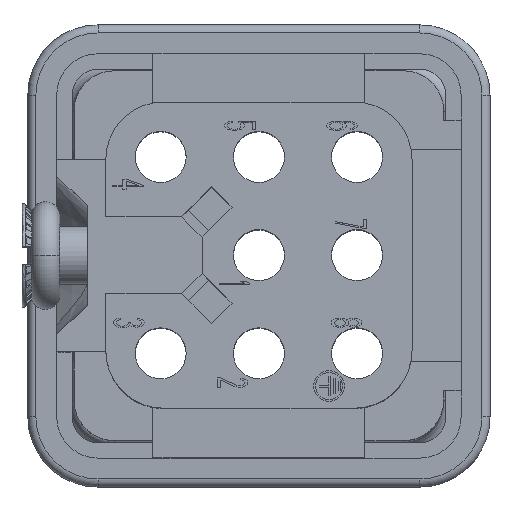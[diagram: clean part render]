
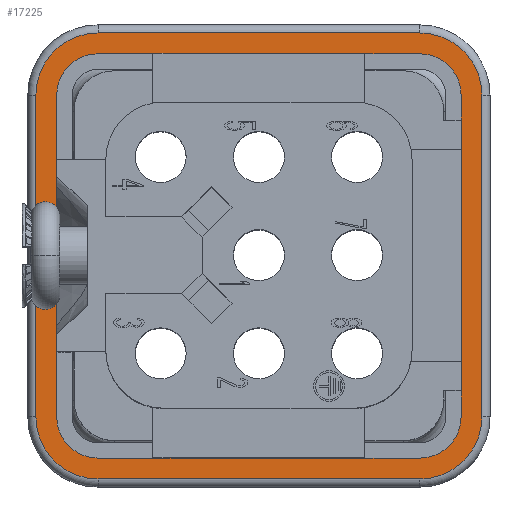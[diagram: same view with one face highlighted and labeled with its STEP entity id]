
A CAD part, top view. The second image highlights one B-rep face of the part: STEP entity #17225.
In plain terms, the highlighted planar face has unit normal (0, 0, 1).
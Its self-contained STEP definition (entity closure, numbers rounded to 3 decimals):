
#1487=DIRECTION('',(1.,0.,0.));
#1488=VECTOR('',#1487,2.9);
#1489=CARTESIAN_POINT('',(5.45,10.5,6.45));
#1490=LINE('',#1489,#1488);
#1491=DIRECTION('',(1.,0.,0.));
#1492=VECTOR('',#1491,2.9);
#1493=CARTESIAN_POINT('',(-8.35,10.5,6.45));
#1494=LINE('',#1493,#1492);
#1538=DIRECTION('',(-1.,0.,0.));
#1539=VECTOR('',#1538,10.9);
#1540=CARTESIAN_POINT('',(5.45,10.5,6.45));
#1541=LINE('',#1540,#1539);
#1546=DIRECTION('',(0.,-1.,0.));
#1547=VECTOR('',#1546,16.7);
#1548=CARTESIAN_POINT('',(-11.58,8.35,6.45));
#1549=LINE('',#1548,#1547);
#1550=CARTESIAN_POINT('',(-8.35,8.35,6.45));
#1551=DIRECTION('',(0.,0.,1.));
#1552=DIRECTION('',(0.,1.,0.));
#1553=AXIS2_PLACEMENT_3D('',#1550,#1551,#1552);
#1555=DIRECTION('',(-1.,0.,0.));
#1556=VECTOR('',#1555,16.7);
#1557=CARTESIAN_POINT('',(8.35,11.58,6.45));
#1558=LINE('',#1557,#1556);
#1559=CARTESIAN_POINT('',(8.35,8.35,6.45));
#1560=DIRECTION('',(0.,0.,1.));
#1561=DIRECTION('',(1.,0.,0.));
#1562=AXIS2_PLACEMENT_3D('',#1559,#1560,#1561);
#1564=DIRECTION('',(0.,1.,0.));
#1565=VECTOR('',#1564,16.7);
#1566=CARTESIAN_POINT('',(11.58,-8.35,6.45));
#1567=LINE('',#1566,#1565);
#1568=CARTESIAN_POINT('',(8.35,-8.35,6.45));
#1569=DIRECTION('',(0.,0.,1.));
#1570=DIRECTION('',(0.,-1.,0.));
#1571=AXIS2_PLACEMENT_3D('',#1568,#1569,#1570);
#1573=DIRECTION('',(1.,0.,0.));
#1574=VECTOR('',#1573,16.7);
#1575=CARTESIAN_POINT('',(-8.35,-11.58,6.45));
#1576=LINE('',#1575,#1574);
#1577=CARTESIAN_POINT('',(-8.35,-8.35,6.45));
#1578=DIRECTION('',(0.,0.,1.));
#1579=DIRECTION('',(-1.,0.,0.));
#1580=AXIS2_PLACEMENT_3D('',#1577,#1578,#1579);
#2286=DIRECTION('',(0.,-1.,0.));
#2287=VECTOR('',#2286,5.2);
#2288=CARTESIAN_POINT('',(-10.5,5.,6.45));
#2289=LINE('',#2288,#2287);
#2298=DIRECTION('',(0.,-1.,0.));
#2299=VECTOR('',#2298,2.5);
#2300=CARTESIAN_POINT('',(-10.5,-2.5,6.45));
#2301=LINE('',#2300,#2299);
#6591=DIRECTION('',(0.,1.,0.));
#6592=VECTOR('',#6591,3.35);
#6593=CARTESIAN_POINT('',(-10.5,5.,6.45));
#6594=LINE('',#6593,#6592);
#6599=DIRECTION('',(0.,1.,0.));
#6600=VECTOR('',#6599,3.35);
#6601=CARTESIAN_POINT('',(-10.5,-8.35,6.45));
#6602=LINE('',#6601,#6600);
#6603=DIRECTION('',(0.,1.,0.));
#6604=VECTOR('',#6603,2.3);
#6605=CARTESIAN_POINT('',(-10.5,-2.5,6.45));
#6606=LINE('',#6605,#6604);
#6611=CARTESIAN_POINT('',(-8.35,8.35,6.45));
#6612=DIRECTION('',(0.,0.,-1.));
#6613=DIRECTION('',(-1.,0.,0.));
#6614=AXIS2_PLACEMENT_3D('',#6611,#6612,#6613);
#6624=CARTESIAN_POINT('',(-8.35,-8.35,6.45));
#6625=DIRECTION('',(0.,0.,-1.));
#6626=DIRECTION('',(0.,-1.,0.));
#6627=AXIS2_PLACEMENT_3D('',#6624,#6625,#6626);
#6629=DIRECTION('',(-1.,0.,0.));
#6630=VECTOR('',#6629,2.9);
#6631=CARTESIAN_POINT('',(-5.45,-10.5,6.45));
#6632=LINE('',#6631,#6630);
#6637=DIRECTION('',(-1.,0.,0.));
#6638=VECTOR('',#6637,2.9);
#6639=CARTESIAN_POINT('',(8.35,-10.5,6.45));
#6640=LINE('',#6639,#6638);
#6718=DIRECTION('',(1.,0.,0.));
#6719=VECTOR('',#6718,10.9);
#6720=CARTESIAN_POINT('',(-5.45,-10.5,6.45));
#6721=LINE('',#6720,#6719);
#6809=DIRECTION('',(0.,-1.,0.));
#6810=VECTOR('',#6809,1.35);
#6811=CARTESIAN_POINT('',(10.5,-7.,6.45));
#6812=LINE('',#6811,#6810);
#6817=DIRECTION('',(0.,-1.,0.));
#6818=VECTOR('',#6817,1.35);
#6819=CARTESIAN_POINT('',(10.5,8.35,6.45));
#6820=LINE('',#6819,#6818);
#6821=DIRECTION('',(0.,-1.,0.));
#6822=VECTOR('',#6821,10.);
#6823=CARTESIAN_POINT('',(10.5,5.,6.45));
#6824=LINE('',#6823,#6822);
#6829=CARTESIAN_POINT('',(8.35,-8.35,6.45));
#6830=DIRECTION('',(0.,0.,-1.));
#6831=DIRECTION('',(1.,0.,0.));
#6832=AXIS2_PLACEMENT_3D('',#6829,#6830,#6831);
#6838=CARTESIAN_POINT('',(8.35,8.35,6.45));
#6839=DIRECTION('',(0.,0.,-1.));
#6840=DIRECTION('',(0.,1.,0.));
#6841=AXIS2_PLACEMENT_3D('',#6838,#6839,#6840);
#7211=DIRECTION('',(0.,1.,0.));
#7212=VECTOR('',#7211,2.);
#7213=CARTESIAN_POINT('',(10.5,-7.,6.45));
#7214=LINE('',#7213,#7212);
#7219=DIRECTION('',(0.,1.,0.));
#7220=VECTOR('',#7219,2.);
#7221=CARTESIAN_POINT('',(10.5,5.,6.45));
#7222=LINE('',#7221,#7220);
#15602=CARTESIAN_POINT('',(-8.35,10.5,6.45));
#15604=VERTEX_POINT('',#15602);
#15606=CARTESIAN_POINT('',(8.35,10.5,6.45));
#15608=VERTEX_POINT('',#15606);
#15610=CARTESIAN_POINT('',(10.5,8.35,6.45));
#15612=VERTEX_POINT('',#15610);
#15618=CARTESIAN_POINT('',(10.5,-8.35,6.45));
#15620=VERTEX_POINT('',#15618);
#15622=CARTESIAN_POINT('',(8.35,-10.5,6.45));
#15624=VERTEX_POINT('',#15622);
#15630=CARTESIAN_POINT('',(-8.35,-10.5,6.45));
#15632=VERTEX_POINT('',#15630);
#15634=CARTESIAN_POINT('',(-10.5,-8.35,6.45));
#15636=VERTEX_POINT('',#15634);
#15642=CARTESIAN_POINT('',(-10.5,8.35,6.45));
#15644=VERTEX_POINT('',#15642);
#15650=CARTESIAN_POINT('',(-11.58,8.35,6.45));
#15651=CARTESIAN_POINT('',(-11.58,-8.35,6.45));
#15652=VERTEX_POINT('',#15650);
#15653=VERTEX_POINT('',#15651);
#15658=CARTESIAN_POINT('',(-8.35,-11.58,6.45));
#15659=VERTEX_POINT('',#15658);
#15662=CARTESIAN_POINT('',(8.35,-11.58,6.45));
#15663=VERTEX_POINT('',#15662);
#15666=CARTESIAN_POINT('',(11.58,-8.35,6.45));
#15667=VERTEX_POINT('',#15666);
#15670=CARTESIAN_POINT('',(11.58,8.35,6.45));
#15671=VERTEX_POINT('',#15670);
#15674=CARTESIAN_POINT('',(8.35,11.58,6.45));
#15675=VERTEX_POINT('',#15674);
#15678=CARTESIAN_POINT('',(-8.35,11.58,6.45));
#15679=VERTEX_POINT('',#15678);
#15730=CARTESIAN_POINT('',(5.45,10.5,6.45));
#15731=CARTESIAN_POINT('',(-5.45,10.5,6.45));
#15732=VERTEX_POINT('',#15730);
#15733=VERTEX_POINT('',#15731);
#15752=CARTESIAN_POINT('',(-10.5,5.,6.45));
#15753=CARTESIAN_POINT('',(-10.5,-0.2,6.45));
#15754=VERTEX_POINT('',#15752);
#15755=VERTEX_POINT('',#15753);
#15756=CARTESIAN_POINT('',(-10.5,-2.5,6.45));
#15757=CARTESIAN_POINT('',(-10.5,-5.,6.45));
#15758=VERTEX_POINT('',#15756);
#15759=VERTEX_POINT('',#15757);
#15800=CARTESIAN_POINT('',(-5.45,-10.5,6.45));
#15802=VERTEX_POINT('',#15800);
#15810=CARTESIAN_POINT('',(5.45,-10.5,6.45));
#15811=VERTEX_POINT('',#15810);
#15826=CARTESIAN_POINT('',(10.5,-7.,6.45));
#15828=VERTEX_POINT('',#15826);
#15840=CARTESIAN_POINT('',(10.5,-5.,6.45));
#15841=VERTEX_POINT('',#15840);
#15842=CARTESIAN_POINT('',(10.5,5.,6.45));
#15843=CARTESIAN_POINT('',(10.5,7.,6.45));
#15844=VERTEX_POINT('',#15842);
#15845=VERTEX_POINT('',#15843);
#17163=CARTESIAN_POINT('',(-8.35,12.,6.45));
#17164=DIRECTION('',(0.,0.,1.));
#17165=DIRECTION('',(0.,-1.,0.));
#17166=AXIS2_PLACEMENT_3D('',#17163,#17164,#17165);
#17167=PLANE('',#17166);
#17169=ORIENTED_EDGE('',*,*,#17168,.F.);
#17171=ORIENTED_EDGE('',*,*,#17170,.F.);
#17173=ORIENTED_EDGE('',*,*,#17172,.F.);
#17175=ORIENTED_EDGE('',*,*,#17174,.F.);
#17177=ORIENTED_EDGE('',*,*,#17176,.F.);
#17179=ORIENTED_EDGE('',*,*,#17178,.F.);
#17181=ORIENTED_EDGE('',*,*,#17180,.F.);
#17183=ORIENTED_EDGE('',*,*,#17182,.F.);
#17184=EDGE_LOOP('',(#17169,#17171,#17173,#17175,#17177,#17179,#17181,#17183));
#17185=FACE_OUTER_BOUND('',#17184,.F.);
#17186=ORIENTED_EDGE('',*,*,#17083,.F.);
#17188=ORIENTED_EDGE('',*,*,#17187,.F.);
#17190=ORIENTED_EDGE('',*,*,#17189,.F.);
#17192=ORIENTED_EDGE('',*,*,#17191,.T.);
#17194=ORIENTED_EDGE('',*,*,#17193,.F.);
#17196=ORIENTED_EDGE('',*,*,#17195,.T.);
#17198=ORIENTED_EDGE('',*,*,#17197,.F.);
#17200=ORIENTED_EDGE('',*,*,#17199,.F.);
#17202=ORIENTED_EDGE('',*,*,#17201,.F.);
#17204=ORIENTED_EDGE('',*,*,#17203,.T.);
#17206=ORIENTED_EDGE('',*,*,#17205,.F.);
#17208=ORIENTED_EDGE('',*,*,#17207,.F.);
#17210=ORIENTED_EDGE('',*,*,#17209,.F.);
#17212=ORIENTED_EDGE('',*,*,#17211,.T.);
#17214=ORIENTED_EDGE('',*,*,#17213,.F.);
#17216=ORIENTED_EDGE('',*,*,#17215,.T.);
#17218=ORIENTED_EDGE('',*,*,#17217,.F.);
#17220=ORIENTED_EDGE('',*,*,#17219,.F.);
#17221=ORIENTED_EDGE('',*,*,#17076,.F.);
#17222=ORIENTED_EDGE('',*,*,#17153,.T.);
#17223=EDGE_LOOP('',(#17186,#17188,#17190,#17192,#17194,#17196,#17198,#17200,
#17202,#17204,#17206,#17208,#17210,#17212,#17214,#17216,#17218,#17220,#17221,
#17222));
#17224=FACE_BOUND('',#17223,.F.);
#17225=ADVANCED_FACE('',(#17185,#17224),#17167,.T.);
#1554=CIRCLE('',#1553,3.23);
#1563=CIRCLE('',#1562,3.23);
#1572=CIRCLE('',#1571,3.23);
#1581=CIRCLE('',#1580,3.23);
#6615=CIRCLE('',#6614,2.15);
#6628=CIRCLE('',#6627,2.15);
#6833=CIRCLE('',#6832,2.15);
#6842=CIRCLE('',#6841,2.15);
#17076=EDGE_CURVE('',#15732,#15608,#1490,.T.);
#17083=EDGE_CURVE('',#15604,#15733,#1494,.T.);
#17153=EDGE_CURVE('',#15732,#15733,#1541,.T.);
#17168=EDGE_CURVE('',#15652,#15653,#1549,.T.);
#17170=EDGE_CURVE('',#15679,#15652,#1554,.T.);
#17172=EDGE_CURVE('',#15675,#15679,#1558,.T.);
#17174=EDGE_CURVE('',#15671,#15675,#1563,.T.);
#17176=EDGE_CURVE('',#15667,#15671,#1567,.T.);
#17178=EDGE_CURVE('',#15663,#15667,#1572,.T.);
#17180=EDGE_CURVE('',#15659,#15663,#1576,.T.);
#17182=EDGE_CURVE('',#15653,#15659,#1581,.T.);
#17187=EDGE_CURVE('',#15644,#15604,#6615,.T.);
#17189=EDGE_CURVE('',#15754,#15644,#6594,.T.);
#17191=EDGE_CURVE('',#15754,#15755,#2289,.T.);
#17193=EDGE_CURVE('',#15758,#15755,#6606,.T.);
#17195=EDGE_CURVE('',#15758,#15759,#2301,.T.);
#17197=EDGE_CURVE('',#15636,#15759,#6602,.T.);
#17199=EDGE_CURVE('',#15632,#15636,#6628,.T.);
#17201=EDGE_CURVE('',#15802,#15632,#6632,.T.);
#17203=EDGE_CURVE('',#15802,#15811,#6721,.T.);
#17205=EDGE_CURVE('',#15624,#15811,#6640,.T.);
#17207=EDGE_CURVE('',#15620,#15624,#6833,.T.);
#17209=EDGE_CURVE('',#15828,#15620,#6812,.T.);
#17211=EDGE_CURVE('',#15828,#15841,#7214,.T.);
#17213=EDGE_CURVE('',#15844,#15841,#6824,.T.);
#17215=EDGE_CURVE('',#15844,#15845,#7222,.T.);
#17217=EDGE_CURVE('',#15612,#15845,#6820,.T.);
#17219=EDGE_CURVE('',#15608,#15612,#6842,.T.);
